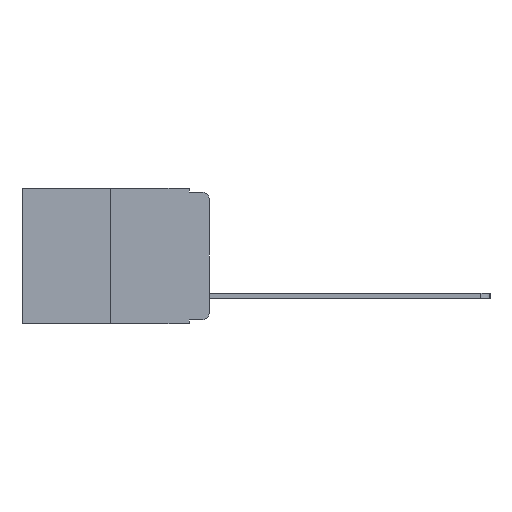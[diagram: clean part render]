
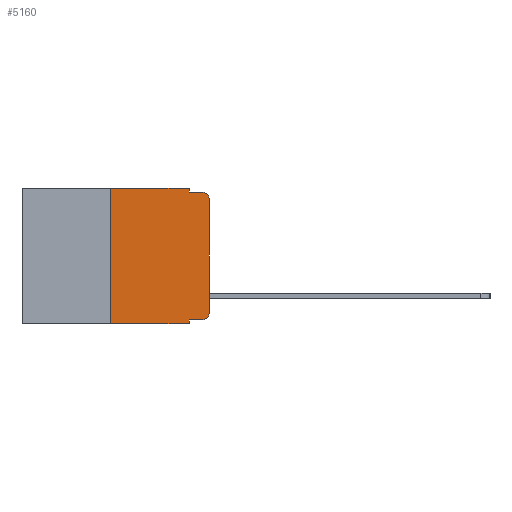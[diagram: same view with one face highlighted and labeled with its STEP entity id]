
A CAD part, left-side view. The second image highlights one B-rep face of the part: STEP entity #5160.
In plain terms, the highlighted planar face has unit normal (-1, 0, 0).
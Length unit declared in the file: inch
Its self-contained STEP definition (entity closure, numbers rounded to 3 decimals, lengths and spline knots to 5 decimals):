
#10 = EDGE_LOOP ( 'NONE', ( #2587, #5494, #10171, #9070, #8193, #367, #3280, #10683, #729, #1069 ) ) ;
#236 = CIRCLE ( 'NONE', #2099, 0.02 ) ;
#338 = VERTEX_POINT ( 'NONE', #1109 ) ;
#367 = ORIENTED_EDGE ( 'NONE', *, *, #4961, .F. ) ;
#377 = EDGE_CURVE ( 'NONE', #8724, #12036, #6912, .T. ) ;
#729 = ORIENTED_EDGE ( 'NONE', *, *, #5045, .T. ) ;
#730 = EDGE_CURVE ( 'NONE', #2396, #9770, #5760, .T. ) ;
#1069 = ORIENTED_EDGE ( 'NONE', *, *, #5104, .T. ) ;
#1073 = CARTESIAN_POINT ( 'NONE',  ( 0., 0.051, -0.343 ) ) ;
#1109 = CARTESIAN_POINT ( 'NONE',  ( 0., 0.02, -0.333 ) ) ;
#1134 = CARTESIAN_POINT ( 'NONE',  ( 0., 0.02, -0.313 ) ) ;
#1265 = PLANE ( 'NONE',  #9565 ) ;
#1436 = LINE ( 'NONE', #5063, #6974 ) ;
#2099 = AXIS2_PLACEMENT_3D ( 'NONE', #5498, #9691, #7113 ) ;
#2214 = DIRECTION ( 'NONE',  ( 0., 0., -1. ) ) ;
#2396 = VERTEX_POINT ( 'NONE', #8934 ) ;
#2548 = CARTESIAN_POINT ( 'NONE',  ( 0., 0., -0.03 ) ) ;
#2568 = CARTESIAN_POINT ( 'NONE',  ( 0., 0.051, -0.333 ) ) ;
#2587 = ORIENTED_EDGE ( 'NONE', *, *, #4556, .T. ) ;
#3140 = CARTESIAN_POINT ( 'NONE',  ( 0., 0.051, 0. ) ) ;
#3217 = AXIS2_PLACEMENT_3D ( 'NONE', #1134, #8205, #2214 ) ;
#3280 = ORIENTED_EDGE ( 'NONE', *, *, #377, .T. ) ;
#3360 = CARTESIAN_POINT ( 'NONE',  ( 0., 0.02, -0.01 ) ) ;
#3454 = DIRECTION ( 'NONE',  ( 0., 0., -1. ) ) ;
#3707 = DIRECTION ( 'NONE',  ( 0., 0., -1. ) ) ;
#4073 = VERTEX_POINT ( 'NONE', #7982 ) ;
#4556 = EDGE_CURVE ( 'NONE', #4073, #7474, #12255, .T. ) ;
#4557 = EDGE_CURVE ( 'NONE', #7474, #10988, #236, .T. ) ;
#4578 = EDGE_CURVE ( 'NONE', #8142, #10988, #10069, .T. ) ;
#4711 = EDGE_CURVE ( 'NONE', #9770, #8142, #8500, .T. ) ;
#4961 = EDGE_CURVE ( 'NONE', #8724, #2396, #1436, .T. ) ;
#5026 = EDGE_CURVE ( 'NONE', #9644, #12036, #7941, .T. ) ;
#5045 = EDGE_CURVE ( 'NONE', #9644, #338, #7396, .T. ) ;
#5063 = CARTESIAN_POINT ( 'NONE',  ( 0., 0.25, 0. ) ) ;
#5104 = EDGE_CURVE ( 'NONE', #338, #4073, #6268, .T. ) ;
#5160 = ADVANCED_FACE ( 'NONE', ( #5338 ), #1265, .F. ) ;
#5192 = VECTOR ( 'NONE', #6273, 39.37008 ) ;
#5338 = FACE_OUTER_BOUND ( 'NONE', #10, .T. ) ;
#5362 = VECTOR ( 'NONE', #11775, 39.37008 ) ;
#5494 = ORIENTED_EDGE ( 'NONE', *, *, #4557, .T. ) ;
#5498 = CARTESIAN_POINT ( 'NONE',  ( 0., 0.02, -0.03 ) ) ;
#5713 = VECTOR ( 'NONE', #7531, 39.37008 ) ;
#5760 = LINE ( 'NONE', #12320, #10103 ) ;
#6057 = CARTESIAN_POINT ( 'NONE',  ( 0., 0.051, 0. ) ) ;
#6239 = CARTESIAN_POINT ( 'NONE',  ( 0., 0.051, 0. ) ) ;
#6268 = CIRCLE ( 'NONE', #3217, 0.02 ) ;
#6273 = DIRECTION ( 'NONE',  ( 0., -1., 0. ) ) ;
#6912 = LINE ( 'NONE', #7600, #8685 ) ;
#6974 = VECTOR ( 'NONE', #11211, 39.37008 ) ;
#7113 = DIRECTION ( 'NONE',  ( 0., 0., -1. ) ) ;
#7396 = LINE ( 'NONE', #8064, #5192 ) ;
#7474 = VERTEX_POINT ( 'NONE', #2548 ) ;
#7531 = DIRECTION ( 'NONE',  ( 0., 0., 1. ) ) ;
#7600 = CARTESIAN_POINT ( 'NONE',  ( 0., 0.473, -0.343 ) ) ;
#7941 = LINE ( 'NONE', #6239, #12119 ) ;
#7982 = CARTESIAN_POINT ( 'NONE',  ( 0., 0., -0.313 ) ) ;
#7994 = DIRECTION ( 'NONE',  ( 0., -1., 0. ) ) ;
#8032 = DIRECTION ( 'NONE',  ( 0., 0., -1. ) ) ;
#8064 = CARTESIAN_POINT ( 'NONE',  ( 0., 0.051, -0.333 ) ) ;
#8142 = VERTEX_POINT ( 'NONE', #12163 ) ;
#8193 = ORIENTED_EDGE ( 'NONE', *, *, #730, .F. ) ;
#8205 = DIRECTION ( 'NONE',  ( -1., 0., 0. ) ) ;
#8326 = CARTESIAN_POINT ( 'NONE',  ( 0., 0.473, 0. ) ) ;
#8500 = LINE ( 'NONE', #3140, #10194 ) ;
#8685 = VECTOR ( 'NONE', #9642, 39.37008 ) ;
#8724 = VERTEX_POINT ( 'NONE', #11011 ) ;
#8934 = CARTESIAN_POINT ( 'NONE',  ( 0., 0.25, 0. ) ) ;
#9070 = ORIENTED_EDGE ( 'NONE', *, *, #4711, .F. ) ;
#9155 = DIRECTION ( 'NONE',  ( 1., 0., 0. ) ) ;
#9565 = AXIS2_PLACEMENT_3D ( 'NONE', #8326, #9155, #3454 ) ;
#9642 = DIRECTION ( 'NONE',  ( 0., -1., 0. ) ) ;
#9644 = VERTEX_POINT ( 'NONE', #2568 ) ;
#9691 = DIRECTION ( 'NONE',  ( -1., 0., 0. ) ) ;
#9770 = VERTEX_POINT ( 'NONE', #6057 ) ;
#10069 = LINE ( 'NONE', #11748, #5362 ) ;
#10103 = VECTOR ( 'NONE', #7994, 39.37008 ) ;
#10171 = ORIENTED_EDGE ( 'NONE', *, *, #4578, .F. ) ;
#10194 = VECTOR ( 'NONE', #3707, 39.37008 ) ;
#10683 = ORIENTED_EDGE ( 'NONE', *, *, #5026, .F. ) ;
#10988 = VERTEX_POINT ( 'NONE', #3360 ) ;
#11011 = CARTESIAN_POINT ( 'NONE',  ( 0., 0.25, -0.343 ) ) ;
#11211 = DIRECTION ( 'NONE',  ( 0., 0., 1. ) ) ;
#11650 = CARTESIAN_POINT ( 'NONE',  ( 0., 0., 0. ) ) ;
#11748 = CARTESIAN_POINT ( 'NONE',  ( 0., 0.051, -0.01 ) ) ;
#11775 = DIRECTION ( 'NONE',  ( 0., -1., 0. ) ) ;
#12036 = VERTEX_POINT ( 'NONE', #1073 ) ;
#12119 = VECTOR ( 'NONE', #8032, 39.37008 ) ;
#12163 = CARTESIAN_POINT ( 'NONE',  ( 0., 0.051, -0.01 ) ) ;
#12255 = LINE ( 'NONE', #11650, #5713 ) ;
#12320 = CARTESIAN_POINT ( 'NONE',  ( 0., 0.473, 0. ) ) ;
